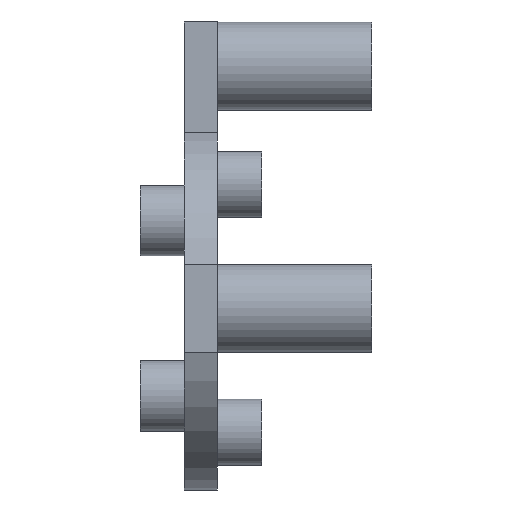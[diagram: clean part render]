
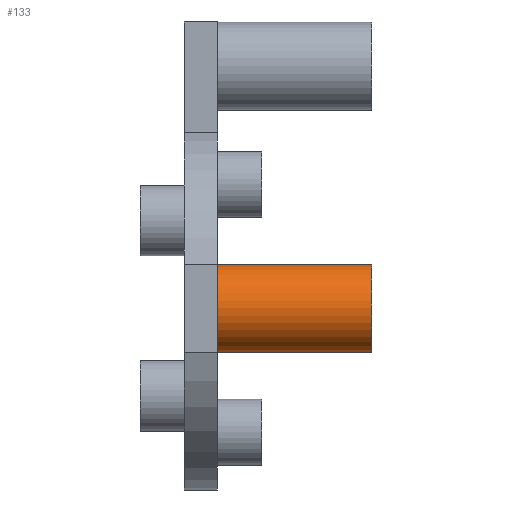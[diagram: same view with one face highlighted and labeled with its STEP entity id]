
A CAD part, left-side view. The second image highlights one B-rep face of the part: STEP entity #133.
In plain terms, the highlighted cylindrical face has radius 4 mm (diameter 8 mm), a partial arc.
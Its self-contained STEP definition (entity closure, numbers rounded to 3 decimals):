
#34 = ORIENTED_EDGE ( 'NONE', *, *, #2477, .F. ) ;
#68 = DIRECTION ( 'NONE',  ( 0., 1., 0. ) ) ;
#103 = DIRECTION ( 'NONE',  ( 0., 1., 0. ) ) ;
#133 = ADVANCED_FACE ( 'NONE', ( #1056 ), #2313, .T. ) ;
#152 = EDGE_CURVE ( 'NONE', #2657, #532, #399, .T. ) ;
#177 = DIRECTION ( 'NONE',  ( 0., 1., 0. ) ) ;
#191 = DIRECTION ( 'NONE',  ( 0., 1., 0. ) ) ;
#221 = DIRECTION ( 'NONE',  ( 0., 0., 1. ) ) ;
#241 = CARTESIAN_POINT ( 'NONE',  ( -22.008, -14., -4. ) ) ;
#399 = CIRCLE ( 'NONE', #1059, 4. ) ;
#498 = VERTEX_POINT ( 'NONE', #241 ) ;
#521 = AXIS2_PLACEMENT_3D ( 'NONE', #1940, #68, #2372 ) ;
#532 = VERTEX_POINT ( 'NONE', #1912 ) ;
#646 = CIRCLE ( 'NONE', #521, 4. ) ;
#657 = ORIENTED_EDGE ( 'NONE', *, *, #2662, .F. ) ;
#670 = ORIENTED_EDGE ( 'NONE', *, *, #152, .F. ) ;
#741 = CARTESIAN_POINT ( 'NONE',  ( -26.008, 0., 0. ) ) ;
#768 = EDGE_CURVE ( 'NONE', #498, #1478, #1285, .T. ) ;
#1056 = FACE_OUTER_BOUND ( 'NONE', #1920, .T. ) ;
#1059 = AXIS2_PLACEMENT_3D ( 'NONE', #1872, #1269, #2299 ) ;
#1151 = LINE ( 'NONE', #1977, #2719 ) ;
#1269 = DIRECTION ( 'NONE',  ( 0., 1., 0. ) ) ;
#1285 = CIRCLE ( 'NONE', #1888, 4. ) ;
#1478 = VERTEX_POINT ( 'NONE', #2203 ) ;
#1586 = VERTEX_POINT ( 'NONE', #1852 ) ;
#1634 = ORIENTED_EDGE ( 'NONE', *, *, #2125, .T. ) ;
#1649 = ORIENTED_EDGE ( 'NONE', *, *, #768, .T. ) ;
#1852 = CARTESIAN_POINT ( 'NONE',  ( -22.008, 0., -4. ) ) ;
#1857 = DIRECTION ( 'NONE',  ( 0., 1., 0. ) ) ;
#1872 = CARTESIAN_POINT ( 'NONE',  ( -22.008, 0., 0. ) ) ;
#1888 = AXIS2_PLACEMENT_3D ( 'NONE', #2062, #1857, #2617 ) ;
#1892 = CARTESIAN_POINT ( 'NONE',  ( -22.008, -14., 0. ) ) ;
#1912 = CARTESIAN_POINT ( 'NONE',  ( -22.008, 0., 4. ) ) ;
#1920 = EDGE_LOOP ( 'NONE', ( #657, #1649, #1634, #670, #34 ) ) ;
#1940 = CARTESIAN_POINT ( 'NONE',  ( -22.008, 0., 0. ) ) ;
#1977 = CARTESIAN_POINT ( 'NONE',  ( -22.008, -14., 4. ) ) ;
#2062 = CARTESIAN_POINT ( 'NONE',  ( -22.008, -14., 0. ) ) ;
#2069 = CARTESIAN_POINT ( 'NONE',  ( -22.008, -14., -4. ) ) ;
#2125 = EDGE_CURVE ( 'NONE', #1478, #532, #1151, .T. ) ;
#2203 = CARTESIAN_POINT ( 'NONE',  ( -22.008, -14., 4. ) ) ;
#2248 = AXIS2_PLACEMENT_3D ( 'NONE', #1892, #177, #221 ) ;
#2299 = DIRECTION ( 'NONE',  ( 0., 0., 1. ) ) ;
#2304 = LINE ( 'NONE', #2069, #2505 ) ;
#2313 = CYLINDRICAL_SURFACE ( 'NONE', #2248, 4. ) ;
#2372 = DIRECTION ( 'NONE',  ( 0., 0., 1. ) ) ;
#2477 = EDGE_CURVE ( 'NONE', #1586, #2657, #646, .T. ) ;
#2505 = VECTOR ( 'NONE', #191, 1000. ) ;
#2617 = DIRECTION ( 'NONE',  ( 0., 0., 1. ) ) ;
#2657 = VERTEX_POINT ( 'NONE', #741 ) ;
#2662 = EDGE_CURVE ( 'NONE', #498, #1586, #2304, .T. ) ;
#2719 = VECTOR ( 'NONE', #103, 1000. ) ;
